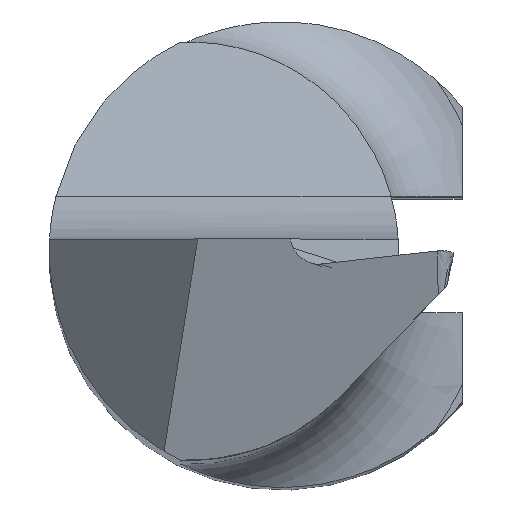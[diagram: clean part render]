
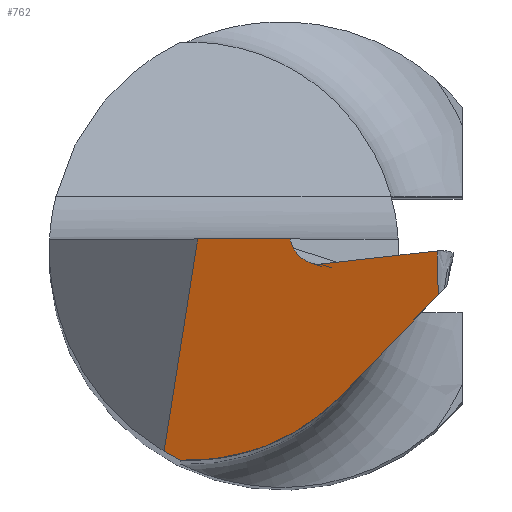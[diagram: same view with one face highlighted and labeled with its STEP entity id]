
A CAD part, top view. The second image highlights one B-rep face of the part: STEP entity #762.
In plain terms, the highlighted planar face has unit normal (-0.113, -0.208, 0.972).
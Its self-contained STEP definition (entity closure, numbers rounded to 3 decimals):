
#3 = ORIENTED_EDGE ( 'NONE', *, *, #898, .F. ) ;
#35 =( BOUNDED_CURVE ( )  B_SPLINE_CURVE ( 3, ( #626, #1033, #1339, #415 ),
 .UNSPECIFIED., .F., .F. ) 
 B_SPLINE_CURVE_WITH_KNOTS ( ( 4, 4 ),
 ( 0.714, 2.252 ),
 .UNSPECIFIED. ) 
 CURVE ( )  GEOMETRIC_REPRESENTATION_ITEM ( )  RATIONAL_B_SPLINE_CURVE ( ( 1., 0.812, 0.812, 1. ) ) 
 REPRESENTATION_ITEM ( '' )  );
#39 = LINE ( 'NONE', #162, #963 ) ;
#42 = CARTESIAN_POINT ( 'NONE',  ( -0.685, 0.354, 33.84 ) ) ;
#62 = VERTEX_POINT ( 'NONE', #151 ) ;
#67 = DIRECTION ( 'NONE',  ( -0.676, -0.7, -0.229 ) ) ;
#122 = CARTESIAN_POINT ( 'NONE',  ( -1.014, -1.724, 33.357 ) ) ;
#150 = CARTESIAN_POINT ( 'NONE',  ( 1.333, -0.003, 33.999 ) ) ;
#151 = CARTESIAN_POINT ( 'NONE',  ( -0.725, 0.1, 33.781 ) ) ;
#162 = CARTESIAN_POINT ( 'NONE',  ( -0.113, 0.507, 33.94 ) ) ;
#218 = DIRECTION ( 'NONE',  ( -0.024, 0.978, 0.207 ) ) ;
#222 = VERTEX_POINT ( 'NONE', #122 ) ;
#225 = EDGE_CURVE ( 'NONE', #539, #359, #964, .T. ) ;
#232 = VECTOR ( 'NONE', #1314, 1000. ) ;
#237 = PLANE ( 'NONE',  #347 ) ;
#238 = CARTESIAN_POINT ( 'NONE',  ( 0.137, -1.628, 33.512 ) ) ;
#247 = EDGE_CURVE ( 'NONE', #222, #1354, #1034, .T. ) ;
#281 = VECTOR ( 'NONE', #732, 1000. ) ;
#296 = CARTESIAN_POINT ( 'NONE',  ( 1.333, -0.003, 33.999 ) ) ;
#347 = AXIS2_PLACEMENT_3D ( 'NONE', #800, #1104, #704 ) ;
#354 = FACE_OUTER_BOUND ( 'NONE', #1079, .T. ) ;
#359 = VERTEX_POINT ( 'NONE', #296 ) ;
#374 = VECTOR ( 'NONE', #67, 1000. ) ;
#398 = EDGE_CURVE ( 'NONE', #981, #810, #35, .T. ) ;
#409 = ORIENTED_EDGE ( 'NONE', *, *, #225, .T. ) ;
#411 = ORIENTED_EDGE ( 'NONE', *, *, #247, .T. ) ;
#415 = CARTESIAN_POINT ( 'NONE',  ( 0.101, 0.021, 33.861 ) ) ;
#427 = ORIENTED_EDGE ( 'NONE', *, *, #398, .T. ) ;
#433 = ORIENTED_EDGE ( 'NONE', *, *, #988, .T. ) ;
#445 = CARTESIAN_POINT ( 'NONE',  ( 1.333, -0.003, 33.999 ) ) ;
#463 = CARTESIAN_POINT ( 'NONE',  ( -0.349, -1.822, 33.414 ) ) ;
#492 = CARTESIAN_POINT ( 'NONE',  ( 1.342, -0.38, 33.919 ) ) ;
#539 = VERTEX_POINT ( 'NONE', #492 ) ;
#542 = CARTESIAN_POINT ( 'NONE',  ( -0.968, -1.751, 33.357 ) ) ;
#626 = CARTESIAN_POINT ( 'NONE',  ( 0.331, -0.116, 33.858 ) ) ;
#628 = ORIENTED_EDGE ( 'NONE', *, *, #1189, .T. ) ;
#657 = CARTESIAN_POINT ( 'NONE',  ( 0.331, -0.116, 33.858 ) ) ;
#686 = LINE ( 'NONE', #42, #232 ) ;
#690 = LINE ( 'NONE', #1318, #374 ) ;
#704 = DIRECTION ( 'NONE',  ( 0., 0.978, 0.209 ) ) ;
#732 = DIRECTION ( 'NONE',  ( -0.993, 0., -0.116 ) ) ;
#762 = ADVANCED_FACE ( 'NONE', ( #354 ), #237, .F. ) ;
#763 = CARTESIAN_POINT ( 'NONE',  ( -0.872, -1.8, 33.358 ) ) ;
#786 = EDGE_CURVE ( 'NONE', #810, #1022, #39, .T. ) ;
#800 = CARTESIAN_POINT ( 'NONE',  ( 1.333, -0.003, 33.999 ) ) ;
#810 = VERTEX_POINT ( 'NONE', #1096 ) ;
#838 = CARTESIAN_POINT ( 'NONE',  ( -0.872, -1.8, 33.358 ) ) ;
#898 = EDGE_CURVE ( 'NONE', #539, #1112, #690, .T. ) ;
#927 = VECTOR ( 'NONE', #1131, 1000. ) ;
#936 = ORIENTED_EDGE ( 'NONE', *, *, #786, .T. ) ;
#963 = VECTOR ( 'NONE', #1202, 1000. ) ;
#964 = LINE ( 'NONE', #445, #1344 ) ;
#965 = LINE ( 'NONE', #1238, #281 ) ;
#981 = VERTEX_POINT ( 'NONE', #657 ) ;
#988 = EDGE_CURVE ( 'NONE', #1022, #62, #965, .T. ) ;
#1015 = CARTESIAN_POINT ( 'NONE',  ( 0.501, -1.252, 33.635 ) ) ;
#1022 = VERTEX_POINT ( 'NONE', #1120 ) ;
#1033 = CARTESIAN_POINT ( 'NONE',  ( 0.236, -0.126, 33.845 ) ) ;
#1034 =( BOUNDED_CURVE ( )  B_SPLINE_CURVE ( 3, ( #1154, #542, #1065, #763 ),
 .UNSPECIFIED., .F., .T. ) 
 B_SPLINE_CURVE_WITH_KNOTS ( ( 4, 4 ),
 ( 6.25, 6.33 ),
 .UNSPECIFIED. ) 
 CURVE ( )  GEOMETRIC_REPRESENTATION_ITEM ( )  RATIONAL_B_SPLINE_CURVE ( ( 1., 0.999, 0.999, 1. ) ) 
 REPRESENTATION_ITEM ( '' )  );
#1065 = CARTESIAN_POINT ( 'NONE',  ( -0.92, -1.777, 33.357 ) ) ;
#1071 = EDGE_CURVE ( 'NONE', #359, #981, #1350, .T. ) ;
#1079 = EDGE_LOOP ( 'NONE', ( #433, #628, #411, #1146, #3, #409, #1175, #427, #936 ) ) ;
#1082 = CARTESIAN_POINT ( 'NONE',  ( 0.501, -1.252, 33.635 ) ) ;
#1096 = CARTESIAN_POINT ( 'NONE',  ( 0.101, 0.021, 33.861 ) ) ;
#1104 = DIRECTION ( 'NONE',  ( 0.113, 0.208, -0.972 ) ) ;
#1112 = VERTEX_POINT ( 'NONE', #1015 ) ;
#1120 = CARTESIAN_POINT ( 'NONE',  ( 0.066, 0.1, 33.873 ) ) ;
#1127 =( BOUNDED_CURVE ( )  B_SPLINE_CURVE ( 3, ( #1332, #463, #238, #1082 ),
 .UNSPECIFIED., .F., .T. ) 
 B_SPLINE_CURVE_WITH_KNOTS ( ( 4, 4 ),
 ( 0.456, 1.301 ),
 .UNSPECIFIED. ) 
 CURVE ( )  GEOMETRIC_REPRESENTATION_ITEM ( )  RATIONAL_B_SPLINE_CURVE ( ( 1., 0.941, 0.941, 1. ) ) 
 REPRESENTATION_ITEM ( '' )  );
#1131 = DIRECTION ( 'NONE',  ( -0.984, -0.111, -0.138 ) ) ;
#1146 = ORIENTED_EDGE ( 'NONE', *, *, #1240, .T. ) ;
#1154 = CARTESIAN_POINT ( 'NONE',  ( -1.014, -1.724, 33.357 ) ) ;
#1175 = ORIENTED_EDGE ( 'NONE', *, *, #1071, .T. ) ;
#1189 = EDGE_CURVE ( 'NONE', #62, #222, #686, .T. ) ;
#1202 = DIRECTION ( 'NONE',  ( -0.399, 0.905, 0.147 ) ) ;
#1238 = CARTESIAN_POINT ( 'NONE',  ( -1.955, 0.1, 33.638 ) ) ;
#1240 = EDGE_CURVE ( 'NONE', #1354, #1112, #1127, .T. ) ;
#1314 = DIRECTION ( 'NONE',  ( -0.152, -0.963, -0.224 ) ) ;
#1318 = CARTESIAN_POINT ( 'NONE',  ( 0.557, -1.193, 33.654 ) ) ;
#1332 = CARTESIAN_POINT ( 'NONE',  ( -0.872, -1.8, 33.358 ) ) ;
#1339 = CARTESIAN_POINT ( 'NONE',  ( 0.141, -0.07, 33.846 ) ) ;
#1344 = VECTOR ( 'NONE', #218, 1000. ) ;
#1350 = LINE ( 'NONE', #150, #927 ) ;
#1354 = VERTEX_POINT ( 'NONE', #838 ) ;
